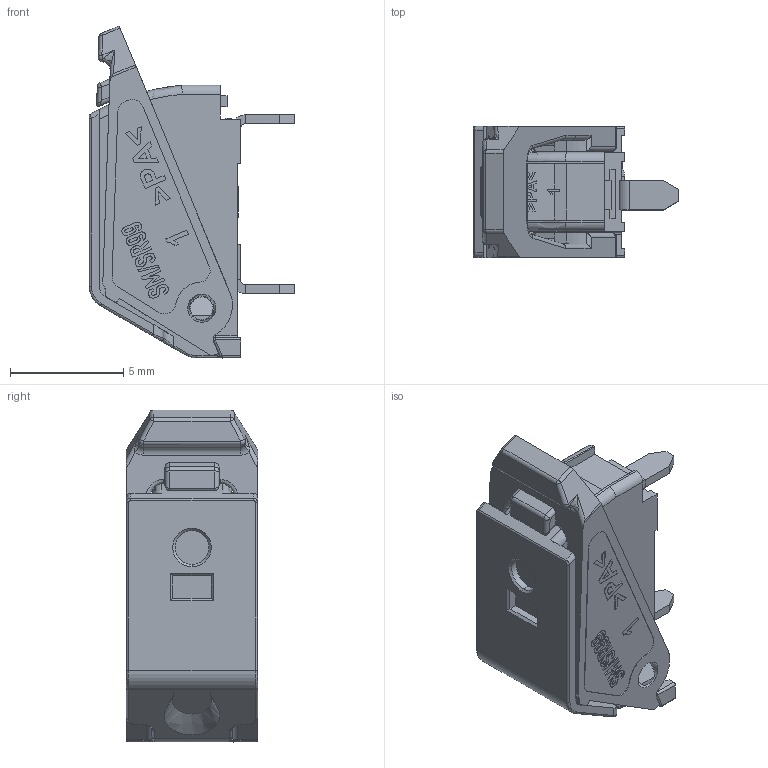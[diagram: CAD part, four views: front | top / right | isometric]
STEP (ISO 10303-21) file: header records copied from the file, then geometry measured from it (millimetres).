
FILE_DESCRIPTION((''),'2;1');
FILE_NAME('ENG-067169','2016-04-22T',('antonh'),('MCQ TECH GmbH'),'PRO/ENGINEER BY PARAMETRIC TECHNOLOGY CORPORATION, 2011410','PRO/ENGINEER BY PARAMETRIC TECHNOLOGY CORPORATION, 2011410','');
FILE_SCHEMA(('CONFIG_CONTROL_DESIGN'));
Length unit declared in the file: millimetre
Products named in the file (1): ENG-067169
Bounding box: 9.1 x 5.8 x 14.68 mm (x, y, z)
Volume: 343.6 mm3; surface area: 649 mm2
Topology: 1 solids, 1 shells, 887 faces, 2469 edges, 1609 vertices
Faces by surface type: plane 459, cylinder 215, extrusion 134, bspline 35, torus 23, sphere 14, cone 7
Entity records: 31919 total; most frequent: CARTESIAN_POINT 9746, ORIENTED_EDGE 4908, DIRECTION 4071, EDGE_CURVE 2454, VECTOR 1685, VERTEX_POINT 1609, LINE 1551, AXIS2_PLACEMENT_3D 1193
